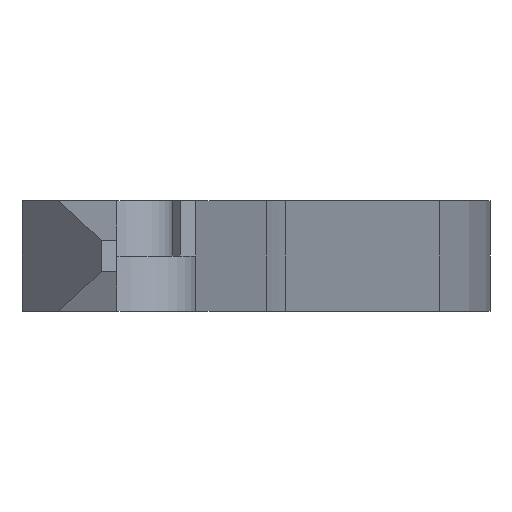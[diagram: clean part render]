
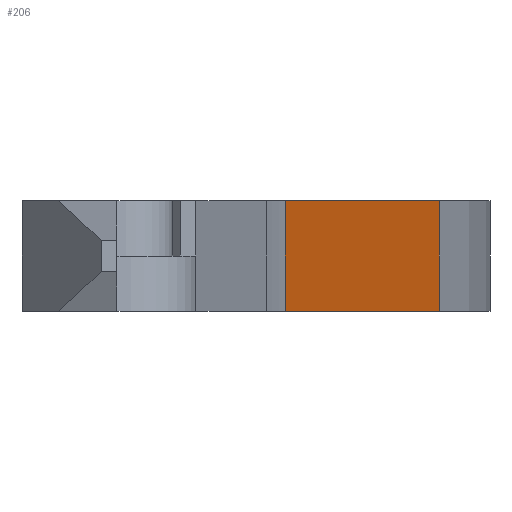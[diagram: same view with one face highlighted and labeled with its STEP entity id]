
A CAD part, front view. The second image highlights one B-rep face of the part: STEP entity #206.
In plain terms, the highlighted planar face has unit normal (0.919, -0.394, 0).
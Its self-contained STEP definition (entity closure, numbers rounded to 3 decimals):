
#143=CARTESIAN_POINT('POINT13',(10.655,
   23.529,0.));
#144=VERTEX_POINT('VERTEX13',#143);
#153=CARTESIAN_POINT('POINT14',(10.655,
   23.529,-7.));
#154=VERTEX_POINT('VERTEX14',#153);
#162=CARTESIAN_POINT('POS21',(10.655,
   23.529,-7.));
#163=DIRECTION('DIR27',(0.,0.,-1.));
#164=VECTOR('VEC15',#163,1.);
#165=LINE('STRAIGHT15',#162,#164);
#166=EDGE_CURVE('EDGE17',#154,#144,#165,.F.);
#176=CARTESIAN_POINT('POINT15',(20.383,
   46.228,0.));
#177=VERTEX_POINT('VERTEX15',#176);
#178=CARTESIAN_POINT('POS23',(12.088,
   26.872,0.));
#179=DIRECTION('DIR30',(-0.394,-0.919,
   0.));
#180=VECTOR('VEC16',#179,1.);
#181=LINE('STRAIGHT16',#178,#180);
#182=EDGE_CURVE('EDGE18',#177,#144,#181,.T.);
#183=ORIENTED_EDGE('COEDGE21',*,*,#182,.T.);
#184=ORIENTED_EDGE('COEDGE22',*,*,#166,.F.);
#185=CARTESIAN_POINT('POINT16',(20.383,
   46.228,-7.));
#186=VERTEX_POINT('VERTEX16',#185);
#187=CARTESIAN_POINT('POS24',(10.433,
   23.01,-7.));
#188=DIRECTION('DIR31',(-0.394,-0.919,
   0.));
#189=VECTOR('VEC17',#188,1.);
#190=LINE('STRAIGHT17',#187,#189);
#191=EDGE_CURVE('EDGE19',#186,#154,#190,.T.);
#192=ORIENTED_EDGE('COEDGE23',*,*,#191,.F.);
#193=CARTESIAN_POINT('POS25',(20.383,
   46.228,-7.));
#194=DIRECTION('DIR32',(0.,0.,1.));
#195=VECTOR('VEC18',#194,1.);
#196=LINE('STRAIGHT18',#193,#195);
#197=EDGE_CURVE('EDGE20',#186,#177,#196,.T.);
#198=ORIENTED_EDGE('COEDGE24',*,*,#197,.T.);
#199=EDGE_LOOP('NONE',(#183,#184,#192,#198));
#200=FACE_BOUND('LOOP1',#199,.T.);
#201=CARTESIAN_POINT('POS26',(20.383,
   46.228,-7.));
#202=DIRECTION('DIR33',(0.919,-0.394,
   0.));
#203=DIRECTION('DIR34',(0.394,0.919,
   0.));
#204=AXIS2_PLACEMENT_3D('AXIS8',#201,#202,#203);
#205=PLANE('PLANE5',#204);
#206=ADVANCED_FACE('FACE6',(#200),#205,.T.);
